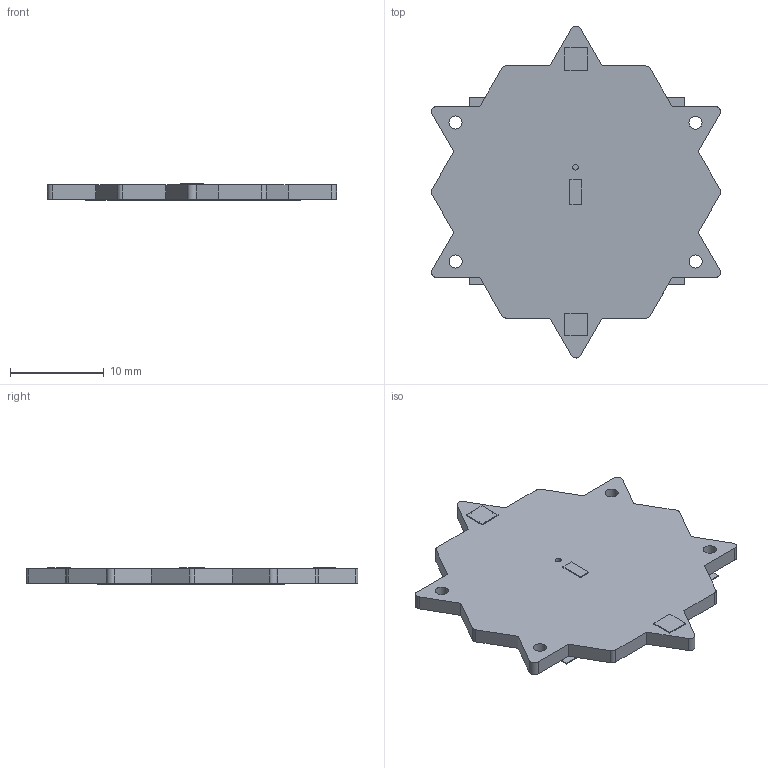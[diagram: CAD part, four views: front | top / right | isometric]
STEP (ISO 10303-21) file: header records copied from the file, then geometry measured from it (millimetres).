
FILE_DESCRIPTION(/* description */ (''),/* implementation_level */ '2;1');
FILE_NAME(/* name */ '371a1149-d809-4a81-ace5-ee26527d6a3e.stp',/* time_stamp */ '2020-06-12T14:43:42+00:00',/* author */ (''),/* organization */ (''),/* preprocessor_version */ 'ST-DEVELOPER v18.1',/* originating_system */ 'Autodesk Translation Framework v9.3.0.1241',/* authorisation */ '');
FILE_SCHEMA (('AUTOMOTIVE_DESIGN { 1 0 10303 214 3 1 1 }'));
Length unit declared in the file: millimetre
Products named in the file (6): 371a1149-d809-4a81-ace5-ee26527d6a3e; PCB Component; Board; MEDIUM_PAPER_FASTENER_THIN_ANNULUS; CHIPLED_0805; BATTCON_20MM_4LEGS
Assembly tree (6 placements, depth 3):
  371a1149-d809-4a81-ace5-ee26527d6a3e
    PCB Component
      Board
      MEDIUM_PAPER_FASTENER_THIN_ANNULUS  x2
      CHIPLED_0805
      BATTCON_20MM_4LEGS
Bounding box: 30.88 x 35.41 x 1.77 mm (x, y, z)
Volume: 1130.1 mm3; surface area: 2581.5 mm2
Topology: 5 solids, 5 shells, 69 faces, 177 edges, 118 vertices
Faces by surface type: plane 50, cylinder 19
Full cylindrical faces by diameter (mm): 0.6 x1, 1.4 x4, 2.4 x2
Entity records: 2166 total; most frequent: DIRECTION 353, CARTESIAN_POINT 350, ORIENTED_EDGE 330, EDGE_CURVE 165, LINE 127, VECTOR 127, AXIS2_PLACEMENT_3D 113, VERTEX_POINT 110
